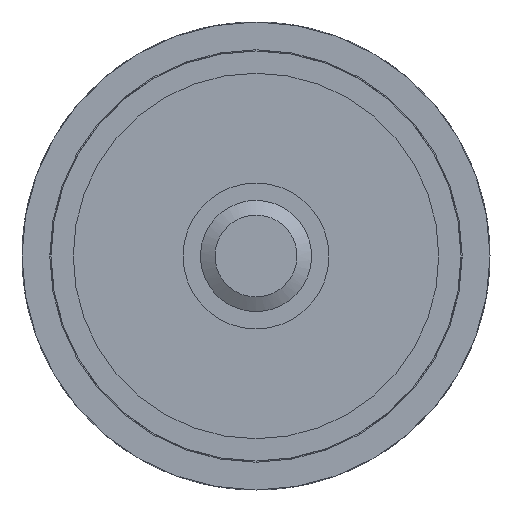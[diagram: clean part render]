
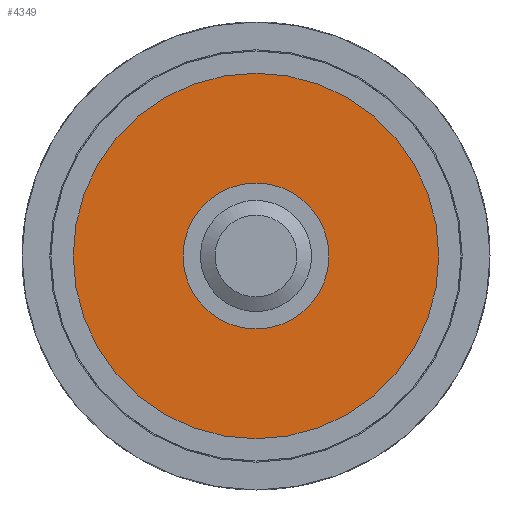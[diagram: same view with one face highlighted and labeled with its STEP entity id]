
A CAD part, front view. The second image highlights one B-rep face of the part: STEP entity #4349.
In plain terms, the highlighted face is planar.
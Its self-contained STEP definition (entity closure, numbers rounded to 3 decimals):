
#2110 = EDGE_LOOP ( 'NONE', ( #10432 ) ) ;
#4349 = ADVANCED_FACE ( 'NONE', ( #4817, #12359 ), #13977, .F. ) ;
#4817 = FACE_BOUND ( 'NONE', #13241, .T. ) ;
#5444 = AXIS2_PLACEMENT_3D ( 'NONE', #16201, #8162, #18066 ) ;
#5445 = VERTEX_POINT ( 'NONE', #18315 ) ;
#6544 = DIRECTION ( 'NONE',  ( 0., 0., -1. ) ) ;
#6848 = AXIS2_PLACEMENT_3D ( 'NONE', #23427, #10345, #10472 ) ;
#8162 = DIRECTION ( 'NONE',  ( 0., 0., 1. ) ) ;
#10345 = DIRECTION ( 'NONE',  ( 0., 0., -1. ) ) ;
#10432 = ORIENTED_EDGE ( 'NONE', *, *, #15466, .T. ) ;
#10472 = DIRECTION ( 'NONE',  ( 0., -1., 0. ) ) ;
#11636 = ORIENTED_EDGE ( 'NONE', *, *, #19229, .F. ) ;
#11670 = CIRCLE ( 'NONE', #22347, 124.989 ) ;
#12359 = FACE_OUTER_BOUND ( 'NONE', #2110, .T. ) ;
#13241 = EDGE_LOOP ( 'NONE', ( #11636 ) ) ;
#13564 = CIRCLE ( 'NONE', #6848, 49.911 ) ;
#13977 = PLANE ( 'NONE',  #5444 ) ;
#14499 = VERTEX_POINT ( 'NONE', #14619 ) ;
#14619 = CARTESIAN_POINT ( 'NONE',  ( 0., 124.989, -121.9 ) ) ;
#15466 = EDGE_CURVE ( 'NONE', #14499, #14499, #11670, .T. ) ;
#16201 = CARTESIAN_POINT ( 'NONE',  ( 0., 0., -121.9 ) ) ;
#18066 = DIRECTION ( 'NONE',  ( 0., -1., 0. ) ) ;
#18315 = CARTESIAN_POINT ( 'NONE',  ( 0., -49.911, -121.9 ) ) ;
#19177 = DIRECTION ( 'NONE',  ( 0., 1., 0. ) ) ;
#19229 = EDGE_CURVE ( 'NONE', #5445, #5445, #13564, .T. ) ;
#22347 = AXIS2_PLACEMENT_3D ( 'NONE', #23477, #6544, #19177 ) ;
#23427 = CARTESIAN_POINT ( 'NONE',  ( 0., 0., -121.9 ) ) ;
#23477 = CARTESIAN_POINT ( 'NONE',  ( 0., 0., -121.9 ) ) ;
